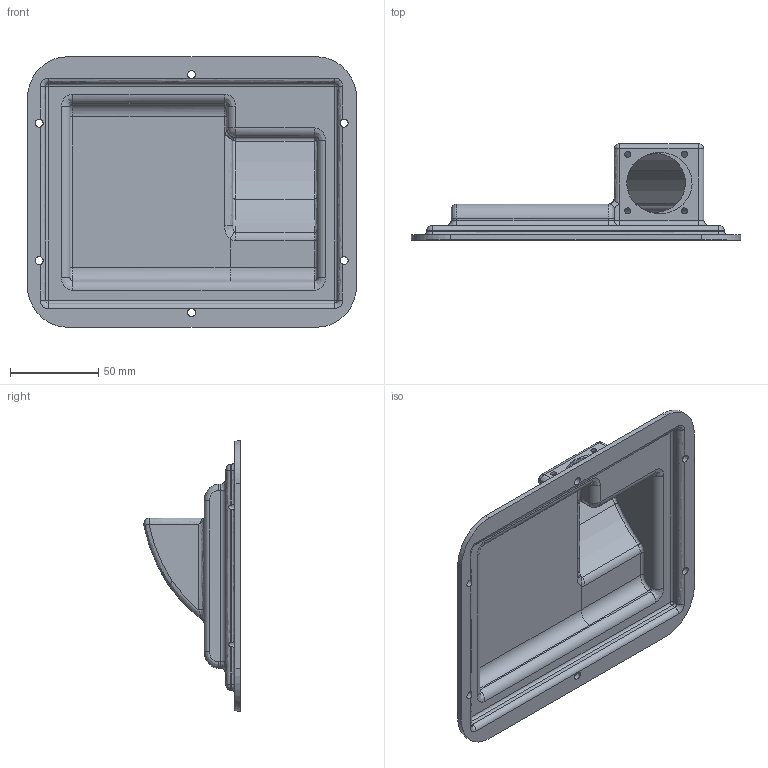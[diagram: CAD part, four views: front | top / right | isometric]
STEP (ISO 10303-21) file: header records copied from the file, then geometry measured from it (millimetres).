
FILE_DESCRIPTION(/* description */ (''),/* implementation_level */ '2;1');
FILE_NAME(/* name */ 'Plenum',/* time_stamp */ '2020-06-15T02:06:29-07:00',/* author */ (''),/* organization */ (''),/* preprocessor_version */ 'ST-DEVELOPER v16.5',/* originating_system */ '',/* authorisation */ '');
FILE_SCHEMA (('CONFIG_CONTROL_DESIGN'));
Length unit declared in the file: millimetre
Products named in the file (1): Document
Bounding box: 186.69 x 54.71 x 153.1 mm (x, y, z)
Surface area: 78320.6 mm2 (no closed solid volume)
Topology: 0 solids, 1 shells, 187 faces, 462 edges, 269 vertices
Faces by surface type: bspline 151, plane 36
Entity records: 9200 total; most frequent: CARTESIAN_POINT 6480, ORIENTED_EDGE 920, EDGE_CURVE 462, VERTEX_POINT 269, B_SPLINE_CURVE_WITH_KNOTS 268, EDGE_LOOP 202, ADVANCED_FACE 187, FACE_OUTER_BOUND 187
